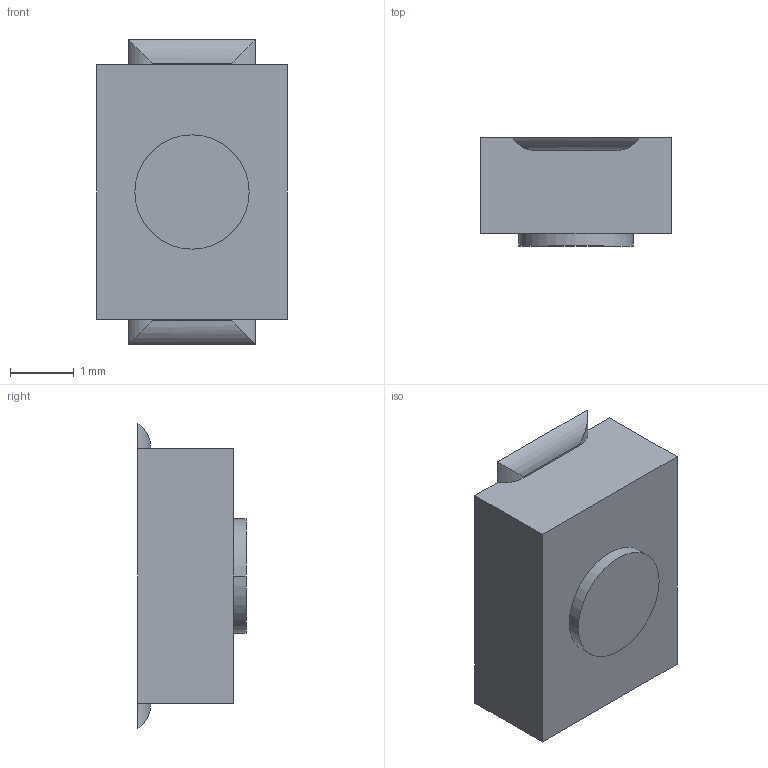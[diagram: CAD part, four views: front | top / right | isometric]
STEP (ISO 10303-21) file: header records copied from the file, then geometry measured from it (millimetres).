
FILE_DESCRIPTION (( 'STEP AP203' ), '1' );
FILE_NAME ('switch.step_Default_sldprt.STEP', '2024-05-06T01:28:58', ( '' ), ( '' ), 'SwSTEP 2.0', 'SolidWorks 2021', '' );
FILE_SCHEMA (( 'CONFIG_CONTROL_DESIGN' ));
Length unit declared in the file: millimetre
Products named in the file (1): switch.step_Default_sldprt
Bounding box: 3 x 1.7 x 4.8 mm (x, y, z)
Volume: 18.7 mm3; surface area: 55.5 mm2
Topology: 4 solids, 4 shells, 22 faces, 42 edges, 28 vertices
Faces by surface type: plane 14, cylinder 8
Entity records: 625 total; most frequent: CARTESIAN_POINT 105, DIRECTION 92, ORIENTED_EDGE 84, EDGE_CURVE 42, AXIS2_PLACEMENT_3D 31, VECTOR 30, LINE 30, VERTEX_POINT 28
